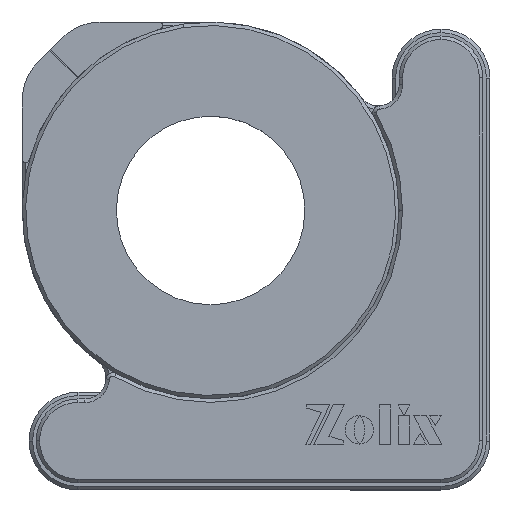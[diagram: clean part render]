
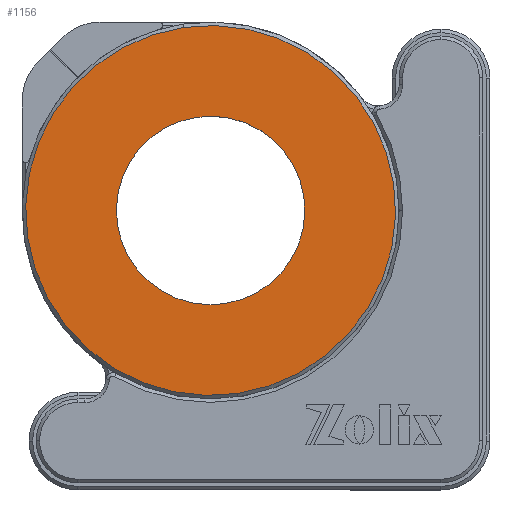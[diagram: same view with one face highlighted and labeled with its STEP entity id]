
A CAD part, top view. The second image highlights one B-rep face of the part: STEP entity #1156.
In plain terms, the highlighted planar face has unit normal (0, 0, 1).
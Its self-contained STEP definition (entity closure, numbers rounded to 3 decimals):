
#15 = VERTEX_POINT ( 'NONE', #8145 ) ;
#39 = VERTEX_POINT ( 'NONE', #1720 ) ;
#682 = EDGE_CURVE ( 'NONE', #17572, #16967, #20365, .T. ) ;
#704 = AXIS2_PLACEMENT_3D ( 'NONE', #5879, #6032, #7853 ) ;
#1063 = DIRECTION ( 'NONE',  ( 0.146, -0.989, 0. ) ) ;
#1156 = ADVANCED_FACE ( 'NONE', ( #14971, #11513 ), #9597, .F. ) ;
#1315 = CARTESIAN_POINT ( 'NONE',  ( 0., 0., -0.5 ) ) ;
#1617 = EDGE_LOOP ( 'NONE', ( #5565, #9876 ) ) ;
#1720 = CARTESIAN_POINT ( 'NONE',  ( -1.965, 13.356, -0.5 ) ) ;
#2133 = ORIENTED_EDGE ( 'NONE', *, *, #682, .T. ) ;
#5565 = ORIENTED_EDGE ( 'NONE', *, *, #14735, .T. ) ;
#5879 = CARTESIAN_POINT ( 'NONE',  ( -26.712, -3.93, -0.5 ) ) ;
#6032 = DIRECTION ( 'NONE',  ( 0., 0., -1. ) ) ;
#7554 = DIRECTION ( 'NONE',  ( 0., 0., -1. ) ) ;
#7853 = DIRECTION ( 'NONE',  ( 0.146, -0.989, 0. ) ) ;
#7940 = DIRECTION ( 'NONE',  ( 0., 0., 1. ) ) ;
#8145 = CARTESIAN_POINT ( 'NONE',  ( 1.965, -13.356, -0.5 ) ) ;
#8246 = CARTESIAN_POINT ( 'NONE',  ( 0., 0., -0.5 ) ) ;
#8618 = AXIS2_PLACEMENT_3D ( 'NONE', #13084, #7554, #9386 ) ;
#9201 = CARTESIAN_POINT ( 'NONE',  ( 3.857, -26.218, -0.5 ) ) ;
#9386 = DIRECTION ( 'NONE',  ( 0.146, -0.989, 0. ) ) ;
#9597 = PLANE ( 'NONE',  #704 ) ;
#9818 = EDGE_CURVE ( 'NONE', #39, #15, #14459, .T. ) ;
#9876 = ORIENTED_EDGE ( 'NONE', *, *, #9818, .T. ) ;
#10411 = AXIS2_PLACEMENT_3D ( 'NONE', #13120, #12236, #16320 ) ;
#10569 = CIRCLE ( 'NONE', #15185, 26.5 ) ;
#10575 = EDGE_LOOP ( 'NONE', ( #2133, #15827 ) ) ;
#11513 = FACE_BOUND ( 'NONE', #1617, .T. ) ;
#12236 = DIRECTION ( 'NONE',  ( 0., 0., -1. ) ) ;
#13084 = CARTESIAN_POINT ( 'NONE',  ( 0., 0., -0.5 ) ) ;
#13120 = CARTESIAN_POINT ( 'NONE',  ( 0., 0., -0.5 ) ) ;
#14175 = DIRECTION ( 'NONE',  ( 0., 0., 1. ) ) ;
#14318 = AXIS2_PLACEMENT_3D ( 'NONE', #8246, #7940, #15558 ) ;
#14459 = CIRCLE ( 'NONE', #8618, 13.5 ) ;
#14735 = EDGE_CURVE ( 'NONE', #15, #39, #17729, .T. ) ;
#14971 = FACE_OUTER_BOUND ( 'NONE', #10575, .T. ) ;
#15185 = AXIS2_PLACEMENT_3D ( 'NONE', #1315, #14175, #1063 ) ;
#15558 = DIRECTION ( 'NONE',  ( 0.146, -0.989, 0. ) ) ;
#15827 = ORIENTED_EDGE ( 'NONE', *, *, #16276, .T. ) ;
#16276 = EDGE_CURVE ( 'NONE', #16967, #17572, #10569, .T. ) ;
#16320 = DIRECTION ( 'NONE',  ( 0.146, -0.989, 0. ) ) ;
#16967 = VERTEX_POINT ( 'NONE', #18899 ) ;
#17572 = VERTEX_POINT ( 'NONE', #9201 ) ;
#17729 = CIRCLE ( 'NONE', #10411, 13.5 ) ;
#18899 = CARTESIAN_POINT ( 'NONE',  ( -3.857, 26.218, -0.5 ) ) ;
#20365 = CIRCLE ( 'NONE', #14318, 26.5 ) ;
